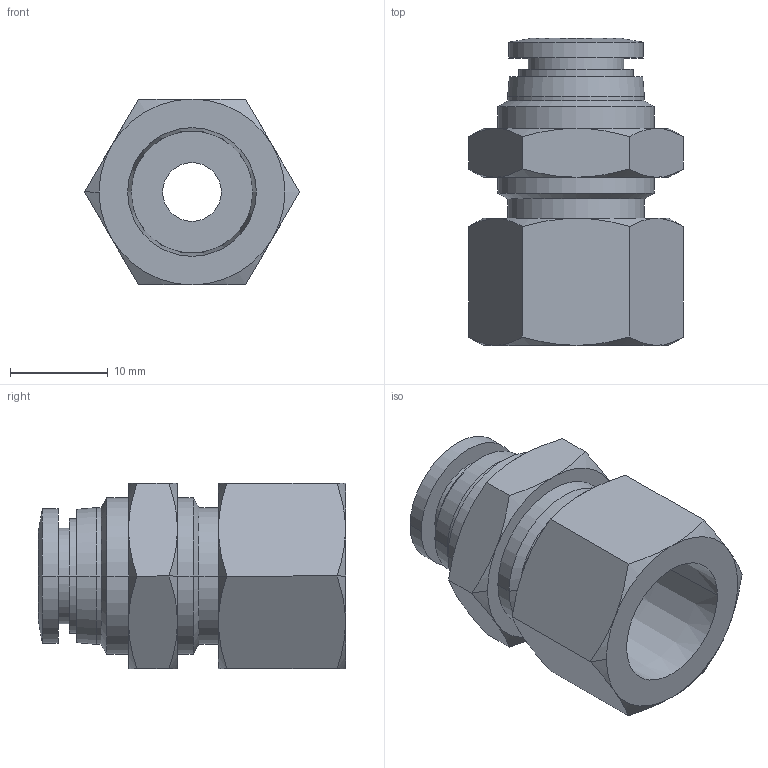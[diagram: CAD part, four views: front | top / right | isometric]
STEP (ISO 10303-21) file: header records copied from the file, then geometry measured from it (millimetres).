
FILE_DESCRIPTION (( 'STEP AP214' ), '1' );
FILE_NAME ('FB8M-14R.step', '2016-02-24T20:31:49', ( '' ), ( '' ), 'SwSTEP 2.0', 'SolidWorks 2015', '' );
FILE_SCHEMA (( 'AUTOMOTIVE_DESIGN' ));
Length unit declared in the file: inch
Products named in the file (1): FB8M-14R
Bounding box: 21.94 x 31.4 x 19 mm (x, y, z)
Volume: 5238.8 mm3; surface area: 3633.3 mm2
Topology: 1 solids, 1 shells, 75 faces, 160 edges, 95 vertices
Faces by surface type: cone 33, plane 22, cylinder 18, bspline 2
Entity records: 3208 total; most frequent: CARTESIAN_POINT 613, DIRECTION 335, ORIENTED_EDGE 320, EDGE_CURVE 160, AXIS2_PLACEMENT_3D 145, VERTEX_POINT 95, EDGE_LOOP 85, DIMENSIONAL_EXPONENTS 78
